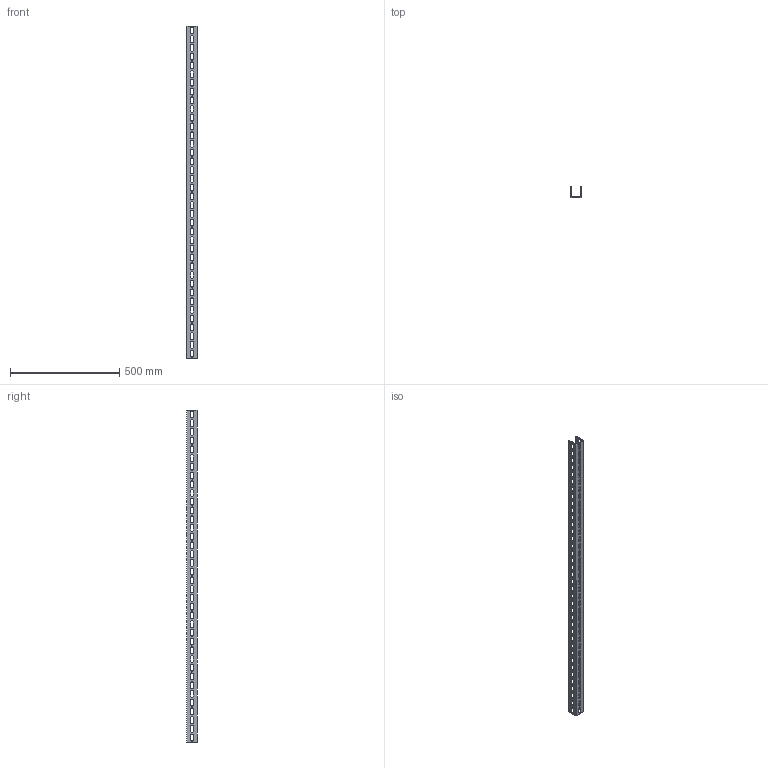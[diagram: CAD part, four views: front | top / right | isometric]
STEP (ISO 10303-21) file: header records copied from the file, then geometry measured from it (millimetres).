
FILE_DESCRIPTION(/* description */ (''),/* implementation_level */ '2;1');
FILE_NAME(/* name */ 'P50-50-4.0-1500 3P.ipt.stp',/* time_stamp */ '2023-05-18T11:29:27+03:00',/* author */ ('Ртищев А.О.'),/* organization */ (''),/* preprocessor_version */ 'ST-DEVELOPER v19.2',/* originating_system */ 'Autodesk Inventor 2023',/* authorisation */ '');
FILE_SCHEMA (('AUTOMOTIVE_DESIGN { 1 0 10303 214 3 1 1 }'));
Length unit declared in the file: millimetre
Products named in the file (1): P50-50-4.0-1500 3P
Bounding box: 50 x 50 x 1520 mm (x, y, z)
Volume: 690202.1 mm3; surface area: 394348.4 mm2
Topology: 1 solids, 1 shells, 474 faces, 1416 edges, 944 vertices
Faces by surface type: plane 246, cylinder 228
Entity records: 17029 total; most frequent: CARTESIAN_POINT 2835, ORIENTED_EDGE 2832, DIRECTION 2822, EDGE_CURVE 1416, LINE 960, VECTOR 960, VERTEX_POINT 944, AXIS2_PLACEMENT_3D 931
